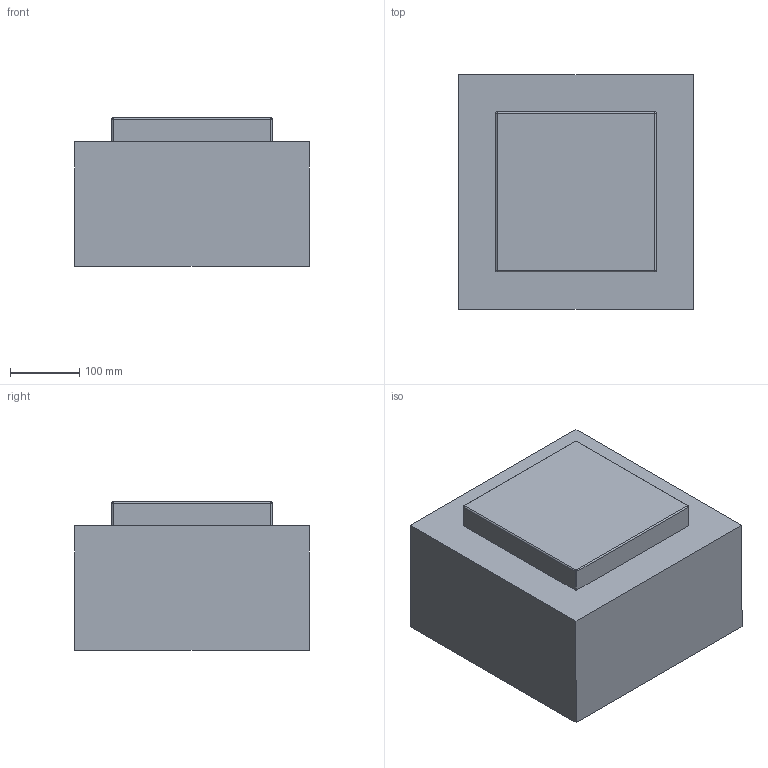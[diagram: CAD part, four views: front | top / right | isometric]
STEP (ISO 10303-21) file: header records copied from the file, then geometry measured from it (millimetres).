
FILE_DESCRIPTION(/* description */ (''),/* implementation_level */ '2;1');
FILE_NAME(/* name */ 'W8_simple_v2.step',/* time_stamp */ '2024-01-03T09:52:39+01:00',/* author */ (''),/* organization */ (''),/* preprocessor_version */ 'ST-DEVELOPER v20',/* originating_system */ 'Autodesk Translation Framework v12.14.0.127',/* authorisation */ '');
FILE_SCHEMA (('AUTOMOTIVE_DESIGN { 1 0 10303 214 3 1 1 }'));
Length unit declared in the file: millimetre
Products named in the file (3): W8_simple; Würfelkörper; Wx-Basis_simple
Assembly tree (2 placements, depth 2):
  W8_simple
    Würfelkörper
    Wx-Basis_simple
Bounding box: 340 x 340 x 215 mm (x, y, z)
Volume: 22690928.6 mm3; surface area: 615205.5 mm2
Topology: 2 solids, 2 shells, 24 faces, 48 edges, 28 vertices
Faces by surface type: plane 12, cylinder 8, sphere 4
Entity records: 738 total; most frequent: DIRECTION 124, CARTESIAN_POINT 106, ORIENTED_EDGE 96, EDGE_CURVE 48, AXIS2_PLACEMENT_3D 46, LINE 32, VECTOR 32, VERTEX_POINT 28
